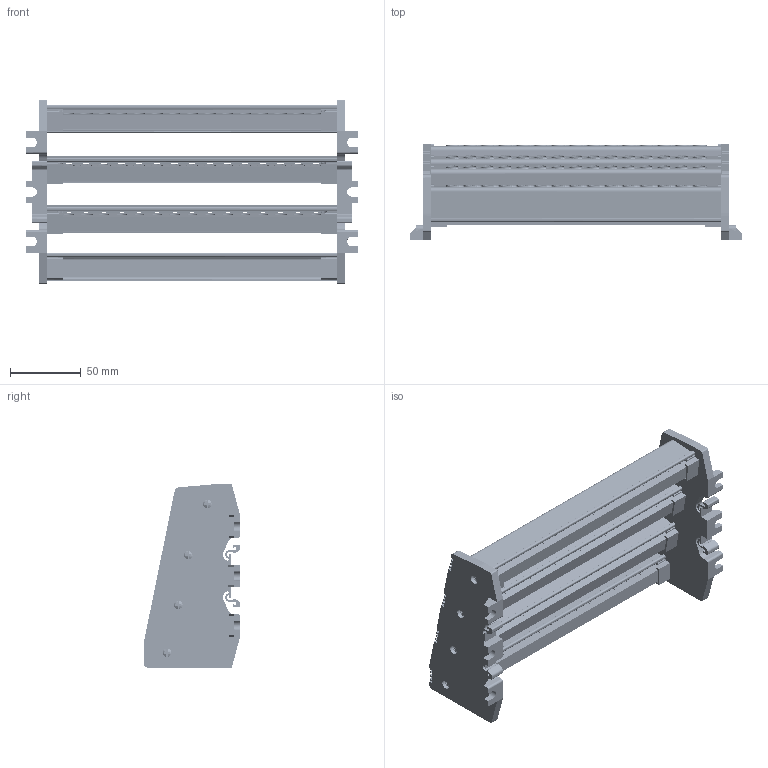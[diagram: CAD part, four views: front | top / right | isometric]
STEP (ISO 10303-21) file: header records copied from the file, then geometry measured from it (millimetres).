
FILE_DESCRIPTION (( 'STEP AP203' ), '1' );
FILE_NAME ('10x15 Dört Kutuplu Daðýtýcý Ünite - 15 Delikli.STEP', '2019-01-10T06:41:59', ( '' ), ( '' ), 'SwSTEP 2.0', 'SolidWorks 2011', '' );
FILE_SCHEMA (( 'CONFIG_CONTROL_DESIGN' ));
Products named in the file (1): 10x15 Dört Kutuplu Daðýtýcý Ünite - 15 Delikli
Bounding box: 235 x 68 x 130 mm (x, y, z)
Volume: 265662.6 mm3; surface area: 190535.5 mm2
Topology: 1 solids, 29 shells, 5624 faces, 15789 edges, 10401 vertices
Faces by surface type: plane 2326, cylinder 1698, bspline 1164, cone 436
Entity records: 245302 total; most frequent: CARTESIAN_POINT 118099, ORIENTED_EDGE 31506, DIRECTION 19083, EDGE_CURVE 15753, VERTEX_POINT 10401, B_SPLINE_CURVE_WITH_KNOTS 7312, LINE 6361, VECTOR 6361
